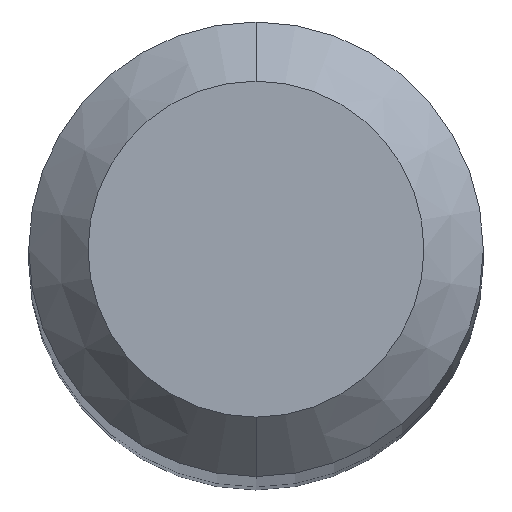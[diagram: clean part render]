
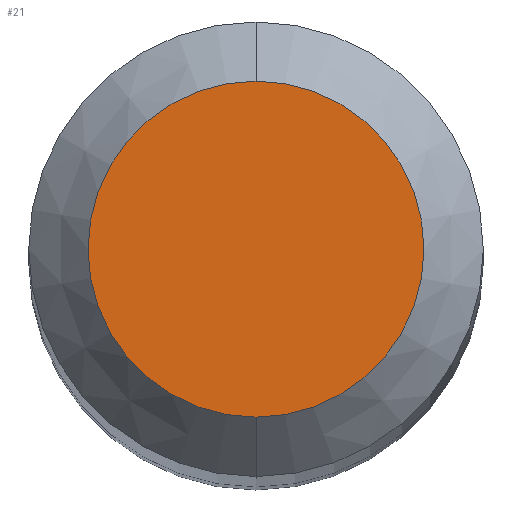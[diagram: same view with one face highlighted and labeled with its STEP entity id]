
A CAD part, top view. The second image highlights one B-rep face of the part: STEP entity #21.
In plain terms, the highlighted planar face has unit normal (0, 0, 1).
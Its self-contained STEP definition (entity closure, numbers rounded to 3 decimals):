
#2 = AXIS2_PLACEMENT_3D ( 'NONE', #28, #327, #329 ) ;
#21 = ADVANCED_FACE ( 'NONE', ( #242 ), #62, .F. ) ;
#28 = CARTESIAN_POINT ( 'NONE',  ( 0., 0., 40. ) ) ;
#30 = CIRCLE ( 'NONE', #310, 0.85 ) ;
#40 = VERTEX_POINT ( 'NONE', #96 ) ;
#51 = DIRECTION ( 'NONE',  ( 0., 1., 0. ) ) ;
#62 = PLANE ( 'NONE',  #211 ) ;
#63 = EDGE_CURVE ( 'NONE', #170, #40, #222, .T. ) ;
#67 = EDGE_LOOP ( 'NONE', ( #195, #133 ) ) ;
#96 = CARTESIAN_POINT ( 'NONE',  ( 0., -0.85, 40. ) ) ;
#116 = DIRECTION ( 'NONE',  ( 0., 1., 0. ) ) ;
#123 = CARTESIAN_POINT ( 'NONE',  ( 0., 0.85, 40. ) ) ;
#133 = ORIENTED_EDGE ( 'NONE', *, *, #157, .F. ) ;
#157 = EDGE_CURVE ( 'NONE', #40, #170, #30, .T. ) ;
#162 = CARTESIAN_POINT ( 'NONE',  ( 0., 0., 40. ) ) ;
#170 = VERTEX_POINT ( 'NONE', #123 ) ;
#195 = ORIENTED_EDGE ( 'NONE', *, *, #63, .F. ) ;
#211 = AXIS2_PLACEMENT_3D ( 'NONE', #162, #267, #116 ) ;
#222 = CIRCLE ( 'NONE', #2, 0.85 ) ;
#223 = CARTESIAN_POINT ( 'NONE',  ( 0., 0., 40. ) ) ;
#242 = FACE_OUTER_BOUND ( 'NONE', #67, .T. ) ;
#267 = DIRECTION ( 'NONE',  ( 0., 0., -1. ) ) ;
#274 = DIRECTION ( 'NONE',  ( 0., 0., -1. ) ) ;
#310 = AXIS2_PLACEMENT_3D ( 'NONE', #223, #274, #51 ) ;
#327 = DIRECTION ( 'NONE',  ( 0., 0., -1. ) ) ;
#329 = DIRECTION ( 'NONE',  ( 0., 1., 0. ) ) ;
